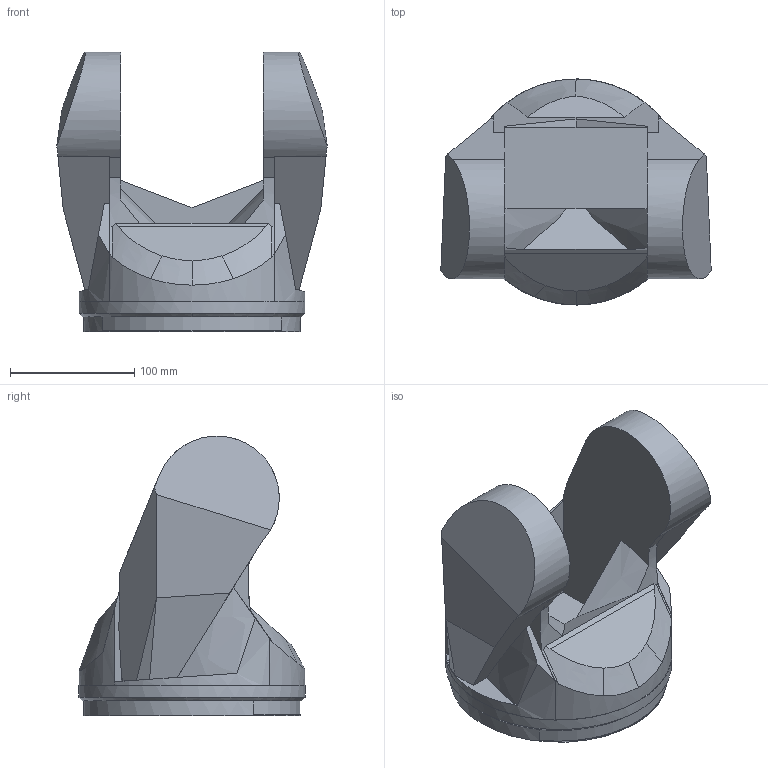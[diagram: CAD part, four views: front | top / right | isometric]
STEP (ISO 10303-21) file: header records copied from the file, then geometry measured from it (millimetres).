
FILE_DESCRIPTION(/* description */ (''),/* implementation_level */ '2;1');
FILE_NAME(/* name */ 'x_ipt_a46c673c.STEP',/* time_stamp */ '2023-04-04T17:35:03+02:00',/* author */ ('AdminForWorker'),/* organization */ (''),/* preprocessor_version */ 'ST-DEVELOPER v18.1',/* originating_system */ 'Autodesk Inventor 2021',/* authorisation */ '');
FILE_SCHEMA (('AUTOMOTIVE_DESIGN { 1 0 10303 214 3 1 1 }'));
Length unit declared in the file: millimetre
Products named in the file (1): x
Bounding box: 217.52 x 181.84 x 225.06 mm (x, y, z)
Volume: 1927884.1 mm3; surface area: 280274.2 mm2
Topology: 1 solids, 1 shells, 108 faces, 299 edges, 194 vertices
Faces by surface type: plane 78, bspline 15, cylinder 13, cone 2
Full cylindrical faces by diameter (mm): 174.308 x1
Entity records: 5171 total; most frequent: CARTESIAN_POINT 2486, ORIENTED_EDGE 598, DIRECTION 456, EDGE_CURVE 299, VERTEX_POINT 194, LINE 184, VECTOR 184, AXIS2_PLACEMENT_3D 136
